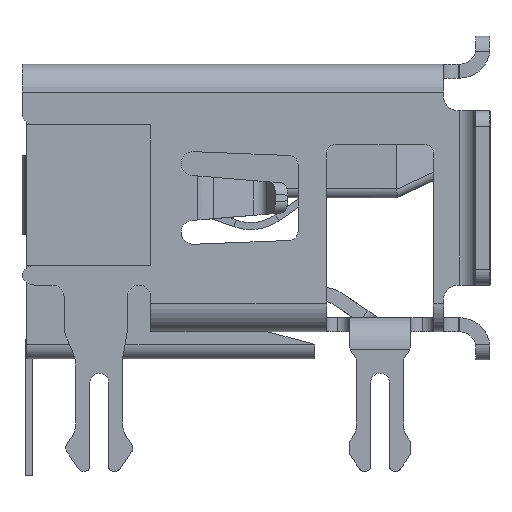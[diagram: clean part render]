
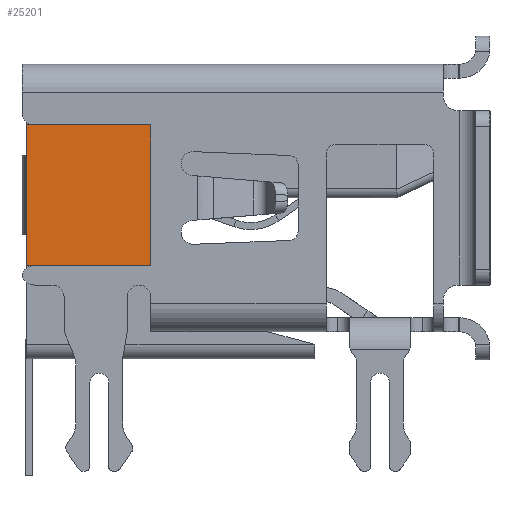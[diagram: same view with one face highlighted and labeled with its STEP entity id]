
A CAD part, left-side view. The second image highlights one B-rep face of the part: STEP entity #25201.
In plain terms, the highlighted planar face has unit normal (-1, 0, 0).
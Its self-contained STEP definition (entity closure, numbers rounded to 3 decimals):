
#715 = DIRECTION ( 'NONE',  ( 0., 0., 1. ) ) ;
#1625 = VERTEX_POINT ( 'NONE', #21296 ) ;
#4107 = ORIENTED_EDGE ( 'NONE', *, *, #26810, .F. ) ;
#4163 = VECTOR ( 'NONE', #715, 1000. ) ;
#4407 = EDGE_CURVE ( 'NONE', #6186, #1625, #31705, .T. ) ;
#4611 = EDGE_CURVE ( 'NONE', #40392, #1625, #38754, .T. ) ;
#4653 = EDGE_CURVE ( 'NONE', #16947, #6186, #14132, .T. ) ;
#5752 = ORIENTED_EDGE ( 'NONE', *, *, #4653, .T. ) ;
#6186 = VERTEX_POINT ( 'NONE', #25264 ) ;
#6810 = ORIENTED_EDGE ( 'NONE', *, *, #4611, .F. ) ;
#11122 = ORIENTED_EDGE ( 'NONE', *, *, #4407, .T. ) ;
#11474 = VECTOR ( 'NONE', #32132, 1000. ) ;
#11478 = CARTESIAN_POINT ( 'NONE',  ( -7.15, -0.1, 2. ) ) ;
#11847 = AXIS2_PLACEMENT_3D ( 'NONE', #33569, #16501, #29709 ) ;
#12431 = FACE_OUTER_BOUND ( 'NONE', #43122, .T. ) ;
#13554 = VECTOR ( 'NONE', #42177, 1000. ) ;
#14132 = LINE ( 'NONE', #39209, #11474 ) ;
#16501 = DIRECTION ( 'NONE',  ( -1., 0., 0. ) ) ;
#16947 = VERTEX_POINT ( 'NONE', #43413 ) ;
#21296 = CARTESIAN_POINT ( 'NONE',  ( -7.15, -0.1, 5. ) ) ;
#25201 = ADVANCED_FACE ( 'NONE', ( #12431 ), #36609, .T. ) ;
#25264 = CARTESIAN_POINT ( 'NONE',  ( -7.15, -2.75, 5. ) ) ;
#26263 = VECTOR ( 'NONE', #43045, 1000. ) ;
#26810 = EDGE_CURVE ( 'NONE', #16947, #40392, #38981, .T. ) ;
#28947 = CARTESIAN_POINT ( 'NONE',  ( -7.15, -18.258, 2. ) ) ;
#29709 = DIRECTION ( 'NONE',  ( 0., 0., 1. ) ) ;
#31705 = LINE ( 'NONE', #41715, #13554 ) ;
#32132 = DIRECTION ( 'NONE',  ( 0., 0., 1. ) ) ;
#33569 = CARTESIAN_POINT ( 'NONE',  ( -7.15, -18.258, 5. ) ) ;
#35341 = CARTESIAN_POINT ( 'NONE',  ( -7.15, -0.1, 5. ) ) ;
#36609 = PLANE ( 'NONE',  #11847 ) ;
#38754 = LINE ( 'NONE', #35341, #4163 ) ;
#38981 = LINE ( 'NONE', #28947, #26263 ) ;
#39209 = CARTESIAN_POINT ( 'NONE',  ( -7.15, -2.75, 5. ) ) ;
#40392 = VERTEX_POINT ( 'NONE', #11478 ) ;
#41715 = CARTESIAN_POINT ( 'NONE',  ( -7.15, -18.258, 5. ) ) ;
#42177 = DIRECTION ( 'NONE',  ( 0., 1., 0. ) ) ;
#43045 = DIRECTION ( 'NONE',  ( 0., 1., 0. ) ) ;
#43122 = EDGE_LOOP ( 'NONE', ( #4107, #5752, #11122, #6810 ) ) ;
#43413 = CARTESIAN_POINT ( 'NONE',  ( -7.15, -2.75, 2. ) ) ;
